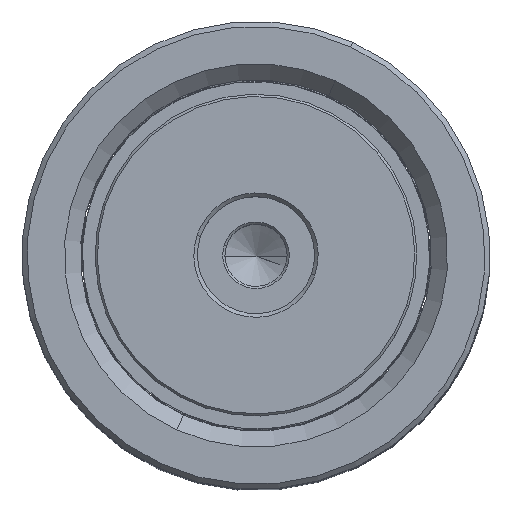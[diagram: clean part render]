
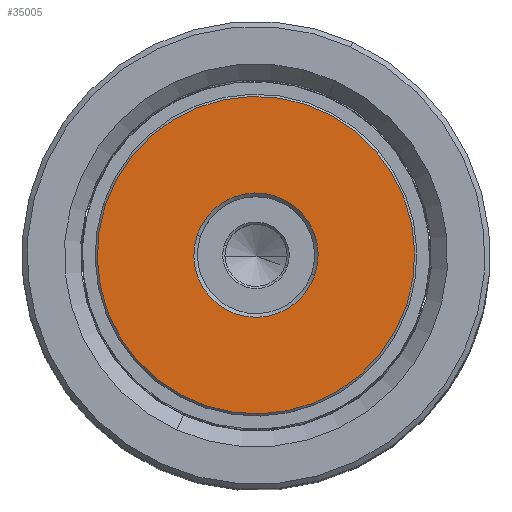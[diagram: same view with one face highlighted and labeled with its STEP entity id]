
A CAD part, top view. The second image highlights one B-rep face of the part: STEP entity #35005.
In plain terms, the highlighted face is planar.
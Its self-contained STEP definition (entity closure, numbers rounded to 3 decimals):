
#601 = AXIS2_PLACEMENT_3D ( 'NONE', #25733, #38727, #25171 ) ;
#1067 = FACE_BOUND ( 'NONE', #33262, .T. ) ;
#1179 = CARTESIAN_POINT ( 'NONE',  ( -8.5, 0., 0. ) ) ;
#4140 = CARTESIAN_POINT ( 'NONE',  ( 21.7, 0., 0. ) ) ;
#5782 = DIRECTION ( 'NONE',  ( 0., 0., 1. ) ) ;
#6073 = EDGE_LOOP ( 'NONE', ( #29567, #20747 ) ) ;
#6413 = DIRECTION ( 'NONE',  ( 1., 0., 0. ) ) ;
#7153 = DIRECTION ( 'NONE',  ( 0., 0., 1. ) ) ;
#7828 = EDGE_CURVE ( 'NONE', #21768, #26372, #15523, .T. ) ;
#8714 = CIRCLE ( 'NONE', #12201, 21.7 ) ;
#9244 = DIRECTION ( 'NONE',  ( 1., 0., 0. ) ) ;
#10625 = CIRCLE ( 'NONE', #41889, 8.5 ) ;
#11088 = CIRCLE ( 'NONE', #601, 21.7 ) ;
#12201 = AXIS2_PLACEMENT_3D ( 'NONE', #33206, #36514, #6413 ) ;
#15523 = CIRCLE ( 'NONE', #31833, 8.5 ) ;
#17069 = CARTESIAN_POINT ( 'NONE',  ( 0., 0., 0. ) ) ;
#19843 = AXIS2_PLACEMENT_3D ( 'NONE', #39036, #39610, #29509 ) ;
#20747 = ORIENTED_EDGE ( 'NONE', *, *, #28519, .T. ) ;
#20765 = CARTESIAN_POINT ( 'NONE',  ( -21.7, 0., 0. ) ) ;
#21768 = VERTEX_POINT ( 'NONE', #36756 ) ;
#22615 = VERTEX_POINT ( 'NONE', #20765 ) ;
#23150 = PLANE ( 'NONE',  #19843 ) ;
#23731 = DIRECTION ( 'NONE',  ( 1., 0., 0. ) ) ;
#24646 = EDGE_CURVE ( 'NONE', #26372, #21768, #10625, .T. ) ;
#25171 = DIRECTION ( 'NONE',  ( 1., 0., 0. ) ) ;
#25733 = CARTESIAN_POINT ( 'NONE',  ( 0., 0., 0. ) ) ;
#26372 = VERTEX_POINT ( 'NONE', #1179 ) ;
#28519 = EDGE_CURVE ( 'NONE', #22615, #42170, #8714, .T. ) ;
#29509 = DIRECTION ( 'NONE',  ( 1., 0., 0. ) ) ;
#29567 = ORIENTED_EDGE ( 'NONE', *, *, #38419, .T. ) ;
#31833 = AXIS2_PLACEMENT_3D ( 'NONE', #36034, #5782, #9244 ) ;
#33206 = CARTESIAN_POINT ( 'NONE',  ( 0., 0., 0. ) ) ;
#33262 = EDGE_LOOP ( 'NONE', ( #33756, #42523 ) ) ;
#33539 = FACE_OUTER_BOUND ( 'NONE', #6073, .T. ) ;
#33756 = ORIENTED_EDGE ( 'NONE', *, *, #24646, .T. ) ;
#35005 = ADVANCED_FACE ( 'NONE', ( #33539, #1067 ), #23150, .F. ) ;
#36034 = CARTESIAN_POINT ( 'NONE',  ( 0., 0., 0. ) ) ;
#36514 = DIRECTION ( 'NONE',  ( 0., 0., -1. ) ) ;
#36756 = CARTESIAN_POINT ( 'NONE',  ( 8.5, 0., 0. ) ) ;
#38419 = EDGE_CURVE ( 'NONE', #42170, #22615, #11088, .T. ) ;
#38727 = DIRECTION ( 'NONE',  ( 0., 0., -1. ) ) ;
#39036 = CARTESIAN_POINT ( 'NONE',  ( 0., 0., 0. ) ) ;
#39610 = DIRECTION ( 'NONE',  ( 0., 0., 1. ) ) ;
#41889 = AXIS2_PLACEMENT_3D ( 'NONE', #17069, #7153, #23731 ) ;
#42170 = VERTEX_POINT ( 'NONE', #4140 ) ;
#42523 = ORIENTED_EDGE ( 'NONE', *, *, #7828, .T. ) ;
